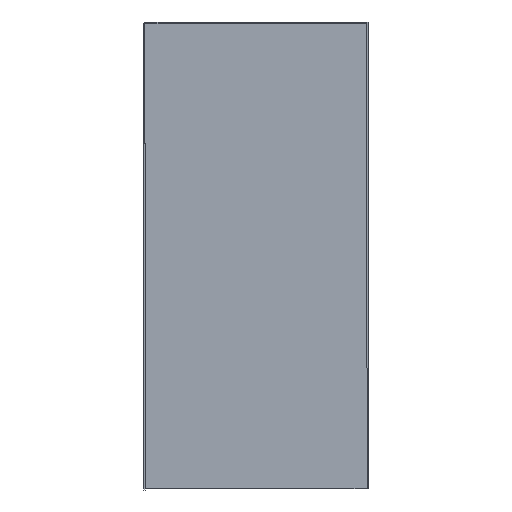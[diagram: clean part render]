
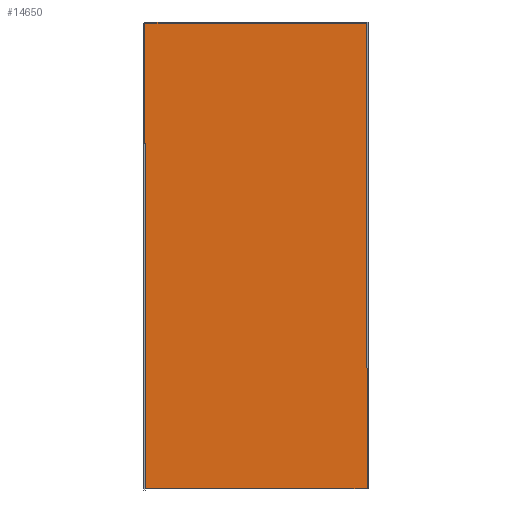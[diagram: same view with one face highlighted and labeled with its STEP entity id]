
A CAD part, left-side view. The second image highlights one B-rep face of the part: STEP entity #14650.
In plain terms, the highlighted free-form (B-spline) face has degree [1, 1] with [2, 2] control points.
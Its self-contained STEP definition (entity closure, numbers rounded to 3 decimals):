
#14338 = VERTEX_POINT('',#14339);
#14339 = CARTESIAN_POINT('',(-1212.109,102.837,-1000.));
#14346 = PLANE('',#14347);
#14347 = AXIS2_PLACEMENT_3D('',#14348,#14349,#14350);
#14348 = CARTESIAN_POINT('',(-1209.109,-374.163,-1000.));
#14349 = DIRECTION('',(-0.,0.,-1.));
#14350 = DIRECTION('',(0.,1.,0.));
#14358 = SURFACE_OF_LINEAR_EXTRUSION('',#14359,#14362);
#14359 = B_SPLINE_CURVE_WITH_KNOTS('',1,(#14360,#14361),.UNSPECIFIED.,
  .F.,.F.,(2,2),(0.,1.),.PIECEWISE_BEZIER_KNOTS.);
#14360 = CARTESIAN_POINT('',(-1209.109,102.837,-1000.));
#14361 = CARTESIAN_POINT('',(-1208.454,103.26,
    3.));
#14362 = VECTOR('',#14363,1.);
#14363 = DIRECTION('',(1.,-0.,-0.));
#14400 = VERTEX_POINT('',#14401);
#14401 = CARTESIAN_POINT('',(-1212.109,-374.163,-1000.));
#14415 = SURFACE_OF_LINEAR_EXTRUSION('',#14416,#14419);
#14416 = B_SPLINE_CURVE_WITH_KNOTS('',1,(#14417,#14418),.UNSPECIFIED.,
  .F.,.F.,(2,2),(0.,1.),.PIECEWISE_BEZIER_KNOTS.);
#14417 = CARTESIAN_POINT('',(-1209.109,-374.163,-1000.));
#14418 = CARTESIAN_POINT('',(-1208.454,-373.74,
    3.));
#14419 = VECTOR('',#14420,1.);
#14420 = DIRECTION('',(1.,-0.,-0.));
#14428 = EDGE_CURVE('',#14400,#14338,#14429,.T.);
#14429 = SURFACE_CURVE('',#14430,(#14434,#14441),.PCURVE_S1.);
#14430 = LINE('',#14431,#14432);
#14431 = CARTESIAN_POINT('',(-1212.109,-374.163,-1000.));
#14432 = VECTOR('',#14433,1.);
#14433 = DIRECTION('',(0.,1.,0.));
#14434 = PCURVE('',#14346,#14435);
#14435 = DEFINITIONAL_REPRESENTATION('',(#14436),#14440);
#14436 = LINE('',#14437,#14438);
#14437 = CARTESIAN_POINT('',(0.,-3.));
#14438 = VECTOR('',#14439,1.);
#14439 = DIRECTION('',(1.,0.));
#14440 = ( GEOMETRIC_REPRESENTATION_CONTEXT(2) 
PARAMETRIC_REPRESENTATION_CONTEXT() REPRESENTATION_CONTEXT('2D SPACE',''
  ) );
#14441 = PCURVE('',#14442,#14447);
#14442 = B_SPLINE_SURFACE_WITH_KNOTS('',1,1,(
    (#14443,#14444)
    ,(#14445,#14446
    )),.UNSPECIFIED.,.F.,.F.,.F.,(2,2),(2,2),(-477.,0.),(0.,1.),
  .PIECEWISE_BEZIER_KNOTS.);
#14443 = CARTESIAN_POINT('',(-1212.109,102.837,-1000.));
#14444 = CARTESIAN_POINT('',(-1211.454,103.26,
    3.));
#14445 = CARTESIAN_POINT('',(-1212.109,-374.163,-1000.));
#14446 = CARTESIAN_POINT('',(-1211.454,-373.74,
    3.));
#14447 = DEFINITIONAL_REPRESENTATION('',(#14448),#14452);
#14448 = LINE('',#14449,#14450);
#14449 = CARTESIAN_POINT('',(0.,0.));
#14450 = VECTOR('',#14451,1.);
#14451 = DIRECTION('',(-1.,0.));
#14452 = ( GEOMETRIC_REPRESENTATION_CONTEXT(2) 
PARAMETRIC_REPRESENTATION_CONTEXT() REPRESENTATION_CONTEXT('2D SPACE',''
  ) );
#14458 = EDGE_CURVE('',#14400,#14459,#14461,.T.);
#14459 = VERTEX_POINT('',#14460);
#14460 = CARTESIAN_POINT('',(-1211.454,-373.74,
    3.));
#14461 = SURFACE_CURVE('',#14462,(#14465,#14472),.PCURVE_S1.);
#14462 = B_SPLINE_CURVE_WITH_KNOTS('',1,(#14463,#14464),.UNSPECIFIED.,
  .F.,.F.,(2,2),(0.,1.),.PIECEWISE_BEZIER_KNOTS.);
#14463 = CARTESIAN_POINT('',(-1212.109,-374.163,-1000.));
#14464 = CARTESIAN_POINT('',(-1211.454,-373.74,
    3.));
#14465 = PCURVE('',#14415,#14466);
#14466 = DEFINITIONAL_REPRESENTATION('',(#14467),#14471);
#14467 = LINE('',#14468,#14469);
#14468 = CARTESIAN_POINT('',(0.,-3.));
#14469 = VECTOR('',#14470,1.);
#14470 = DIRECTION('',(1.,0.));
#14471 = ( GEOMETRIC_REPRESENTATION_CONTEXT(2) 
PARAMETRIC_REPRESENTATION_CONTEXT() REPRESENTATION_CONTEXT('2D SPACE',''
  ) );
#14472 = PCURVE('',#14442,#14473);
#14473 = DEFINITIONAL_REPRESENTATION('',(#14474),#14478);
#14474 = LINE('',#14475,#14476);
#14475 = CARTESIAN_POINT('',(0.,0.));
#14476 = VECTOR('',#14477,1.);
#14477 = DIRECTION('',(0.,1.));
#14478 = ( GEOMETRIC_REPRESENTATION_CONTEXT(2) 
PARAMETRIC_REPRESENTATION_CONTEXT() REPRESENTATION_CONTEXT('2D SPACE',''
  ) );
#14496 = PLANE('',#14497);
#14497 = AXIS2_PLACEMENT_3D('',#14498,#14499,#14500);
#14498 = CARTESIAN_POINT('',(-1208.454,-373.74,
    3.));
#14499 = DIRECTION('',(0.,0.,-1.));
#14500 = DIRECTION('',(0.,1.,0.));
#14534 = VERTEX_POINT('',#14535);
#14535 = CARTESIAN_POINT('',(-1211.454,103.26,
    3.));
#14578 = EDGE_CURVE('',#14459,#14534,#14579,.T.);
#14579 = SURFACE_CURVE('',#14580,(#14584,#14591),.PCURVE_S1.);
#14580 = LINE('',#14581,#14582);
#14581 = CARTESIAN_POINT('',(-1211.454,-373.74,
    3.));
#14582 = VECTOR('',#14583,1.);
#14583 = DIRECTION('',(0.,1.,0.));
#14584 = PCURVE('',#14496,#14585);
#14585 = DEFINITIONAL_REPRESENTATION('',(#14586),#14590);
#14586 = LINE('',#14587,#14588);
#14587 = CARTESIAN_POINT('',(0.,-3.));
#14588 = VECTOR('',#14589,1.);
#14589 = DIRECTION('',(1.,0.));
#14590 = ( GEOMETRIC_REPRESENTATION_CONTEXT(2) 
PARAMETRIC_REPRESENTATION_CONTEXT() REPRESENTATION_CONTEXT('2D SPACE',''
  ) );
#14591 = PCURVE('',#14442,#14592);
#14592 = DEFINITIONAL_REPRESENTATION('',(#14593),#14597);
#14593 = LINE('',#14594,#14595);
#14594 = CARTESIAN_POINT('',(0.,1.));
#14595 = VECTOR('',#14596,1.);
#14596 = DIRECTION('',(-1.,0.));
#14597 = ( GEOMETRIC_REPRESENTATION_CONTEXT(2) 
PARAMETRIC_REPRESENTATION_CONTEXT() REPRESENTATION_CONTEXT('2D SPACE',''
  ) );
#14603 = EDGE_CURVE('',#14338,#14534,#14604,.T.);
#14604 = SURFACE_CURVE('',#14605,(#14608,#14615),.PCURVE_S1.);
#14605 = B_SPLINE_CURVE_WITH_KNOTS('',1,(#14606,#14607),.UNSPECIFIED.,
  .F.,.F.,(2,2),(0.,1.),.PIECEWISE_BEZIER_KNOTS.);
#14606 = CARTESIAN_POINT('',(-1212.109,102.837,-1000.));
#14607 = CARTESIAN_POINT('',(-1211.454,103.26,
    3.));
#14608 = PCURVE('',#14358,#14609);
#14609 = DEFINITIONAL_REPRESENTATION('',(#14610),#14614);
#14610 = LINE('',#14611,#14612);
#14611 = CARTESIAN_POINT('',(0.,-3.));
#14612 = VECTOR('',#14613,1.);
#14613 = DIRECTION('',(1.,0.));
#14614 = ( GEOMETRIC_REPRESENTATION_CONTEXT(2) 
PARAMETRIC_REPRESENTATION_CONTEXT() REPRESENTATION_CONTEXT('2D SPACE',''
  ) );
#14615 = PCURVE('',#14442,#14616);
#14616 = DEFINITIONAL_REPRESENTATION('',(#14617),#14621);
#14617 = LINE('',#14618,#14619);
#14618 = CARTESIAN_POINT('',(-477.,0.));
#14619 = VECTOR('',#14620,1.);
#14620 = DIRECTION('',(0.,1.));
#14621 = ( GEOMETRIC_REPRESENTATION_CONTEXT(2) 
PARAMETRIC_REPRESENTATION_CONTEXT() REPRESENTATION_CONTEXT('2D SPACE',''
  ) );
#14650 = ADVANCED_FACE('',(#14651),#14442,.T.);
#14651 = FACE_BOUND('',#14652,.T.);
#14652 = EDGE_LOOP('',(#14653,#14654,#14655,#14656));
#14653 = ORIENTED_EDGE('',*,*,#14428,.F.);
#14654 = ORIENTED_EDGE('',*,*,#14458,.T.);
#14655 = ORIENTED_EDGE('',*,*,#14578,.T.);
#14656 = ORIENTED_EDGE('',*,*,#14603,.F.);
